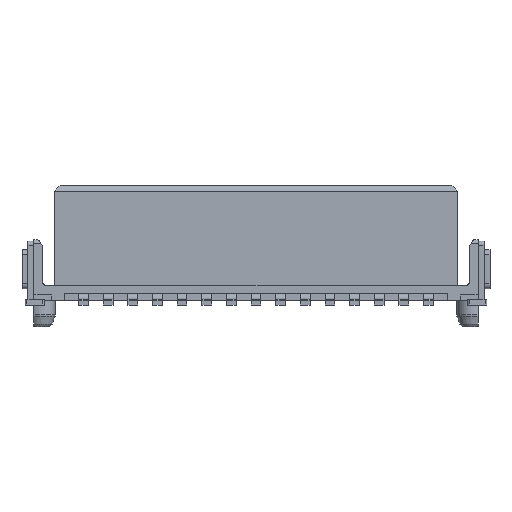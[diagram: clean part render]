
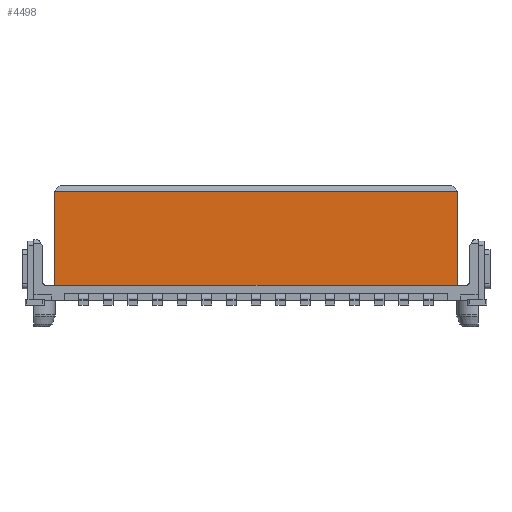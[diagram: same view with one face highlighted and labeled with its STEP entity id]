
A CAD part, top view. The second image highlights one B-rep face of the part: STEP entity #4498.
In plain terms, the highlighted planar face has unit normal (0, 0, 1).
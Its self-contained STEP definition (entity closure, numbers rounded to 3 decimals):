
#4498=ADVANCED_FACE('',(#6135),#5253,.T.);
#5253=PLANE('',#26767);
#6135=FACE_OUTER_BOUND('',#7155,.T.);
#7155=EDGE_LOOP('',(#11633,#11634,#11635,#11636));
#11633=ORIENTED_EDGE('',*,*,#16496,.T.);
#11634=ORIENTED_EDGE('',*,*,#16497,.T.);
#11635=ORIENTED_EDGE('',*,*,#16459,.T.);
#11636=ORIENTED_EDGE('',*,*,#16487,.T.);
#13994=VERTEX_POINT('',#37571);
#13995=VERTEX_POINT('',#37573);
#14013=VERTEX_POINT('',#37628);
#14016=VERTEX_POINT('',#37645);
#16459=EDGE_CURVE('',#13995,#13994,#19707,.T.);
#16487=EDGE_CURVE('',#13994,#14013,#19735,.T.);
#16496=EDGE_CURVE('',#14013,#14016,#19744,.T.);
#16497=EDGE_CURVE('',#14016,#13995,#19745,.T.);
#19707=LINE('',#37572,#22045);
#19735=LINE('',#37629,#22073);
#19744=LINE('',#37646,#22082);
#19745=LINE('',#37648,#22083);
#22045=VECTOR('',#31516,1.);
#22073=VECTOR('',#31564,1.);
#22082=VECTOR('',#31583,1.);
#22083=VECTOR('',#31586,1.);
#26767=AXIS2_PLACEMENT_3D('',#37649,#31587,#31588);
#31516=DIRECTION('',(0.,1.,0.));
#31564=DIRECTION('',(-1.,0.,0.));
#31583=DIRECTION('',(0.,-1.,0.));
#31586=DIRECTION('',(1.,0.,0.));
#31587=DIRECTION('',(0.,0.,1.));
#31588=DIRECTION('',(0.,-1.,0.));
#37571=CARTESIAN_POINT('',(6.215,13.94,33.485));
#37572=CARTESIAN_POINT('',(6.215,9.09,33.485));
#37573=CARTESIAN_POINT('',(6.215,9.09,33.485));
#37628=CARTESIAN_POINT('',(-14.585,13.94,33.485));
#37629=CARTESIAN_POINT('',(6.215,13.94,33.485));
#37645=CARTESIAN_POINT('',(-14.585,9.09,33.485));
#37646=CARTESIAN_POINT('',(-14.585,13.94,33.485));
#37648=CARTESIAN_POINT('',(-14.585,9.09,33.485));
#37649=CARTESIAN_POINT('',(-14.785,14.14,33.485));
